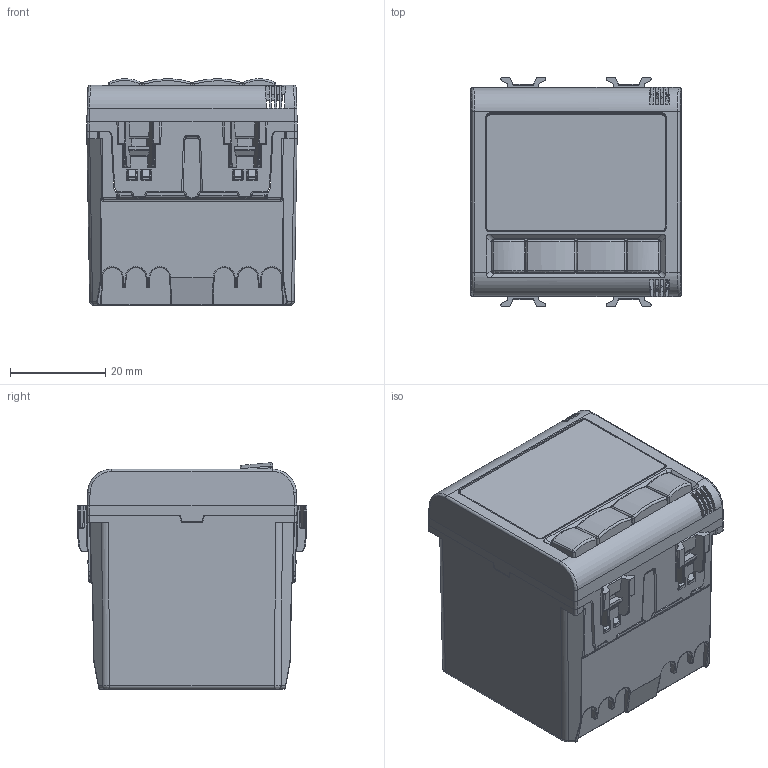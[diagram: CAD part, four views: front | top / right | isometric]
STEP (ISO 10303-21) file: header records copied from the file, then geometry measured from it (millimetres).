
FILE_DESCRIPTION(('CATIA V5 STEP Exchange','CAx-IF Rec.Pracs.--- Model Styling and Organization---1.4--- 2014-01-23'),'2;1');
FILE_NAME('GW10703.stp','2024-02-08T15:34:17+00:00',('none'),('none'),'CATIA Version 5-6 Release 2019 SP6','CATIA V5 STEP AP214 v1','none');
FILE_SCHEMA(('AUTOMOTIVE_DESIGN { 1 0 10303 214 1 1 1 1 }'));
Products named in the file (1): GW10703
Bounding box: 44.2 x 48.25 x 47.56 mm (x, y, z)
Volume: 50486.3 mm3; surface area: 21148.7 mm2
Topology: 4 solids, 8 shells, 1766 faces, 4708 edges, 2858 vertices
Faces by surface type: plane 812, cylinder 554, bspline 205, sphere 101, cone 72, torus 13, extrusion 9
Entity records: 64222 total; most frequent: CARTESIAN_POINT 24654, ORIENTED_EDGE 9248, DIRECTION 5400, EDGE_CURVE 4624, VERTEX_POINT 2858, VECTOR 2422, LINE 2413, EDGE_LOOP 1800
